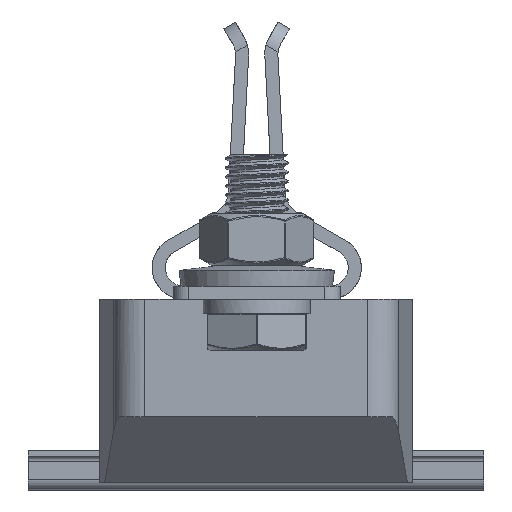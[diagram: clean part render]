
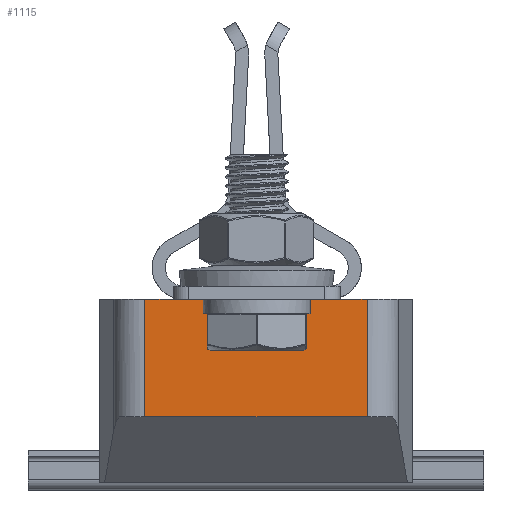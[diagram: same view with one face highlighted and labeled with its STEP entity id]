
A CAD part, front view. The second image highlights one B-rep face of the part: STEP entity #1115.
In plain terms, the highlighted planar face has unit normal (0, -1, 0).
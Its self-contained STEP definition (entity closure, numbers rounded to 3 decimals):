
#460=FACE_OUTER_BOUND('',#2807,.T.);
#1115=ADVANCED_FACE('',(#460),#1830,.T.);
#1830=PLANE('',#12645);
#2807=EDGE_LOOP('',(#4570,#4571,#4572,#4573,#4574,#4575));
#4570=ORIENTED_EDGE('',*,*,#9229,.F.);
#4571=ORIENTED_EDGE('',*,*,#9231,.T.);
#4572=ORIENTED_EDGE('',*,*,#9070,.T.);
#4573=ORIENTED_EDGE('',*,*,#9010,.T.);
#4574=ORIENTED_EDGE('',*,*,#9060,.T.);
#4575=ORIENTED_EDGE('',*,*,#9232,.T.);
#7870=VERTEX_POINT('',#17632);
#7871=VERTEX_POINT('',#17633);
#7920=VERTEX_POINT('',#17736);
#7929=VERTEX_POINT('',#17755);
#8046=VERTEX_POINT('',#18054);
#8047=VERTEX_POINT('',#18056);
#9010=EDGE_CURVE('',#7870,#7871,#10717,.T.);
#9060=EDGE_CURVE('',#7871,#7920,#10743,.T.);
#9070=EDGE_CURVE('',#7929,#7870,#10749,.T.);
#9229=EDGE_CURVE('',#8046,#8047,#10884,.T.);
#9231=EDGE_CURVE('',#8046,#7929,#10885,.T.);
#9232=EDGE_CURVE('',#7920,#8047,#10886,.T.);
#10717=LINE('',#17631,#11667);
#10743=LINE('',#17735,#11693);
#10749=LINE('',#17754,#11699);
#10884=LINE('',#18055,#11834);
#10885=LINE('',#18059,#11835);
#10886=LINE('',#18060,#11836);
#11667=VECTOR('',#13702,1.);
#11693=VECTOR('',#13784,1.);
#11699=VECTOR('',#13798,1.);
#11834=VECTOR('',#14029,1.);
#11835=VECTOR('',#14034,1.);
#11836=VECTOR('',#14035,1.);
#12645=AXIS2_PLACEMENT_3D('',#18061,#14036,#14037);
#13702=DIRECTION('',(-1.,0.,0.));
#13784=DIRECTION('',(-1.,0.,0.));
#13798=DIRECTION('',(-1.,0.,0.));
#14029=DIRECTION('',(-1.,0.,0.));
#14034=DIRECTION('',(0.,0.,1.));
#14035=DIRECTION('',(0.,0.,-1.));
#14036=DIRECTION('',(0.,-1.,0.));
#14037=DIRECTION('',(0.,0.,-1.));
#17631=CARTESIAN_POINT('',(27.087,-78.924,35.));
#17632=CARTESIAN_POINT('',(14.699,-78.924,35.));
#17633=CARTESIAN_POINT('',(-17.246,-78.924,35.));
#17735=CARTESIAN_POINT('',(27.087,-78.924,35.));
#17736=CARTESIAN_POINT('',(-22.677,-78.924,35.));
#17754=CARTESIAN_POINT('',(27.087,-78.924,35.));
#17755=CARTESIAN_POINT('',(19.851,-78.924,35.));
#18054=CARTESIAN_POINT('',(19.851,-78.924,12.5));
#18055=CARTESIAN_POINT('',(27.087,-78.924,12.5));
#18056=CARTESIAN_POINT('',(-22.677,-78.924,12.5));
#18059=CARTESIAN_POINT('',(19.851,-78.924,23.75));
#18060=CARTESIAN_POINT('',(-22.677,-78.924,23.75));
#18061=CARTESIAN_POINT('',(-1.413,-78.924,23.75));
